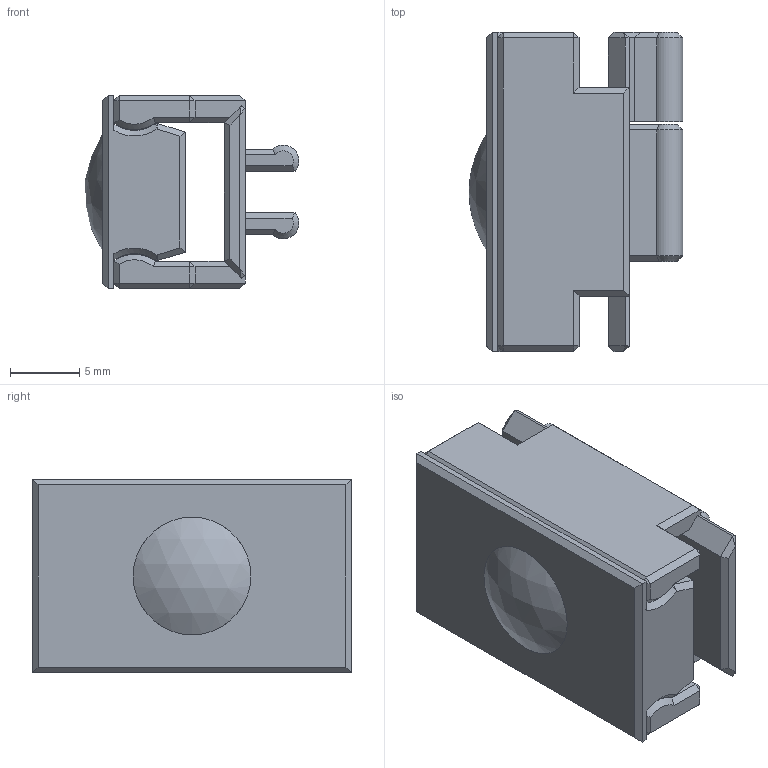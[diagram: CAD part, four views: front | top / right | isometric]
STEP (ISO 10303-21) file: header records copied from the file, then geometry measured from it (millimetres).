
FILE_DESCRIPTION(/* description */ (''),/* implementation_level */ '2;1');
FILE_NAME(/* name */ 'Neopixel_Apron_Led_Holder.step',/* time_stamp */ '2023-11-28T10:52:43+01:00',/* author */ (''),/* organization */ (''),/* preprocessor_version */ 'ST-DEVELOPER v20',/* originating_system */ 'Autodesk Translation Framework v12.14.0.127',/* authorisation */ '');
FILE_SCHEMA (('AUTOMOTIVE_DESIGN { 1 0 10303 214 3 1 1 }'));
Length unit declared in the file: millimetre
Products named in the file (1): Gate Led Holder
Bounding box: 15.45 x 23.05 x 14 mm (x, y, z)
Volume: 2518.5 mm3; surface area: 3103.5 mm2
Topology: 3 solids, 3 shells, 183 faces, 414 edges, 239 vertices
Faces by surface type: plane 154, cone 15, cylinder 10, sphere 4
Full cylindrical faces by diameter (mm): 8.498 x1, 8.5 x1
Entity records: 4942 total; most frequent: CARTESIAN_POINT 930, ORIENTED_EDGE 826, DIRECTION 789, EDGE_CURVE 413, LINE 335, VECTOR 335, VERTEX_POINT 239, AXIS2_PLACEMENT_3D 227
